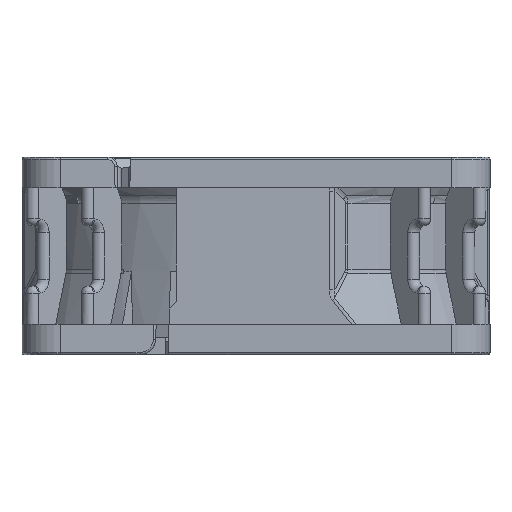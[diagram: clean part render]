
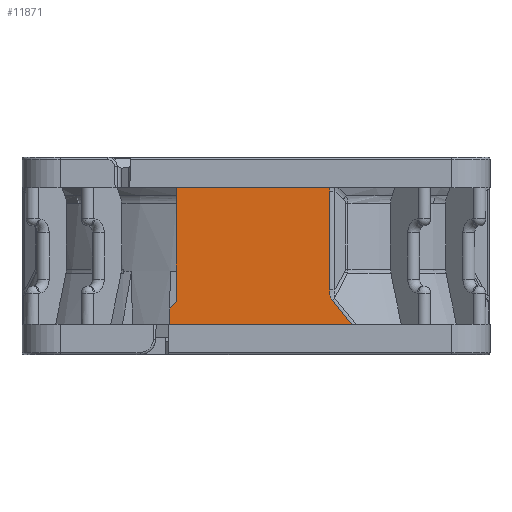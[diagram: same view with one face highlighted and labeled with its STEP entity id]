
A CAD part, front view. The second image highlights one B-rep face of the part: STEP entity #11871.
In plain terms, the highlighted planar face has unit normal (0, -1, 0).
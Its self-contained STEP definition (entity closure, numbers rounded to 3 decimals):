
#2082=CARTESIAN_POINT('',(-10.2,240.1,
-1.684));
#2093=CARTESIAN_POINT('',(9.799,240.1,-1.561));
#2094=CARTESIAN_POINT('',(9.77,240.1,-1.528));
#2095=CARTESIAN_POINT('',(9.713,240.1,-1.455));
#2096=CARTESIAN_POINT('',(9.634,240.1,-1.32));
#2097=CARTESIAN_POINT('',(9.565,240.1,-1.159));
#2098=CARTESIAN_POINT('',(9.508,240.1,
-0.971));
#2099=CARTESIAN_POINT('',(9.464,240.1,
-0.757));
#2100=CARTESIAN_POINT('',(9.436,240.1,
-0.514));
#2101=CARTESIAN_POINT('',(9.43,240.1,
-0.333));
#2102=CARTESIAN_POINT('',(9.43,240.1,
-0.237));
#2104=CARTESIAN_POINT('',(12.283,240.1,-4.65));
#2105=CARTESIAN_POINT('',(12.051,240.1,-4.333));
#2106=CARTESIAN_POINT('',(11.474,240.1,-3.564));
#2107=CARTESIAN_POINT('',(10.647,240.1,-2.533));
#2108=CARTESIAN_POINT('',(10.04,240.1,-1.83));
#2109=CARTESIAN_POINT('',(9.799,240.1,-1.561));
#2111=DIRECTION('',(1.,0.,0.));
#2112=VECTOR('',#2111,23.383);
#2113=CARTESIAN_POINT('',(-11.1,240.1,-4.65));
#2114=LINE('',#2113,#2112);
#2115=DIRECTION('',(-0.017,0.,-1.));
#2116=VECTOR('',#2115,1.954);
#2117=CARTESIAN_POINT('',(-11.066,240.1,
-2.696));
#2118=LINE('',#2117,#2116);
#2119=CARTESIAN_POINT('',(-10.2,240.1,
-1.684));
#2120=CARTESIAN_POINT('',(-10.298,240.1,
-1.795));
#2121=CARTESIAN_POINT('',(-10.493,240.1,
-2.018));
#2122=CARTESIAN_POINT('',(-10.782,240.1,
-2.355));
#2123=CARTESIAN_POINT('',(-10.972,240.1,
-2.582));
#2124=CARTESIAN_POINT('',(-11.066,240.1,
-2.696));
#2126=DIRECTION('',(0.,0.,-1.));
#2127=VECTOR('',#2126,14.534);
#2128=CARTESIAN_POINT('',(-10.2,240.1,12.85));
#2129=LINE('',#2128,#2127);
#2130=DIRECTION('',(-1.,0.,0.));
#2131=VECTOR('',#2130,19.701);
#2132=CARTESIAN_POINT('',(9.501,240.1,12.85));
#2133=LINE('',#2132,#2131);
#2134=CARTESIAN_POINT('',(9.43,240.1,12.345));
#2135=CARTESIAN_POINT('',(9.43,240.1,12.41));
#2136=CARTESIAN_POINT('',(9.436,240.1,12.533));
#2137=CARTESIAN_POINT('',(9.46,240.1,12.701));
#2138=CARTESIAN_POINT('',(9.486,240.1,12.802));
#2139=CARTESIAN_POINT('',(9.501,240.1,12.85));
#2141=DIRECTION('',(0.,0.,1.));
#2142=VECTOR('',#2141,12.583);
#2143=CARTESIAN_POINT('',(9.43,240.1,
-0.237));
#2144=LINE('',#2143,#2142);
#3257=CARTESIAN_POINT('',(12.283,240.1,-4.65));
#7820=VERTEX_POINT('',#3257);
#7821=CARTESIAN_POINT('',(-11.1,240.1,-4.65));
#7822=VERTEX_POINT('',#7821);
#7953=CARTESIAN_POINT('',(-10.2,240.1,12.85));
#7954=VERTEX_POINT('',#7953);
#7955=CARTESIAN_POINT('',(9.501,240.1,12.85));
#7956=VERTEX_POINT('',#7955);
#8444=VERTEX_POINT('',#2082);
#8445=VERTEX_POINT('',#2093);
#8446=VERTEX_POINT('',#2102);
#8447=CARTESIAN_POINT('',(9.43,240.1,12.345));
#8448=VERTEX_POINT('',#8447);
#8449=VERTEX_POINT('',#2124);
#11851=CARTESIAN_POINT('',(0.,240.1,26.35));
#11852=DIRECTION('',(0.,-1.,0.));
#11853=DIRECTION('',(0.,0.,-1.));
#11854=AXIS2_PLACEMENT_3D('',#11851,#11852,#11853);
#11855=PLANE('',#11854);
#11857=ORIENTED_EDGE('',*,*,#11856,.F.);
#11859=ORIENTED_EDGE('',*,*,#11858,.F.);
#11860=ORIENTED_EDGE('',*,*,#9908,.F.);
#11861=ORIENTED_EDGE('',*,*,#11845,.F.);
#11862=ORIENTED_EDGE('',*,*,#11833,.F.);
#11863=ORIENTED_EDGE('',*,*,#11770,.F.);
#11864=ORIENTED_EDGE('',*,*,#9486,.F.);
#11866=ORIENTED_EDGE('',*,*,#11865,.F.);
#11868=ORIENTED_EDGE('',*,*,#11867,.F.);
#11869=EDGE_LOOP('',(#11857,#11859,#11860,#11861,#11862,#11863,#11864,#11866,
#11868));
#11870=FACE_OUTER_BOUND('',#11869,.F.);
#11871=ADVANCED_FACE('',(#11870),#11855,.T.);
#2103=B_SPLINE_CURVE_WITH_KNOTS('',3,(#2093,#2094,#2095,#2096,#2097,#2098,#2099,
#2100,#2101,#2102),.UNSPECIFIED.,.F.,.F.,(4,1,1,1,1,1,1,4),(0.,
0.143,0.286,0.429,0.571,
0.714,0.857,1.),.UNSPECIFIED.);
#2110=B_SPLINE_CURVE_WITH_KNOTS('',3,(#2104,#2105,#2106,#2107,#2108,#2109),
.UNSPECIFIED.,.F.,.F.,(4,1,1,4),(0.,0.297,0.727,1.),
.UNSPECIFIED.);
#2125=B_SPLINE_CURVE_WITH_KNOTS('',3,(#2119,#2120,#2121,#2122,#2123,#2124),
.UNSPECIFIED.,.F.,.F.,(4,1,1,4),(0.,0.333,0.667,1.),
.UNSPECIFIED.);
#2140=B_SPLINE_CURVE_WITH_KNOTS('',3,(#2134,#2135,#2136,#2137,#2138,#2139),
.UNSPECIFIED.,.F.,.F.,(4,1,1,4),(0.,0.333,0.667,1.),
.UNSPECIFIED.);
#9486=EDGE_CURVE('',#7956,#7954,#2133,.T.);
#9908=EDGE_CURVE('',#7822,#7820,#2114,.T.);
#11770=EDGE_CURVE('',#7954,#8444,#2129,.T.);
#11833=EDGE_CURVE('',#8444,#8449,#2125,.T.);
#11845=EDGE_CURVE('',#8449,#7822,#2118,.T.);
#11856=EDGE_CURVE('',#8445,#8446,#2103,.T.);
#11858=EDGE_CURVE('',#7820,#8445,#2110,.T.);
#11865=EDGE_CURVE('',#8448,#7956,#2140,.T.);
#11867=EDGE_CURVE('',#8446,#8448,#2144,.T.);
